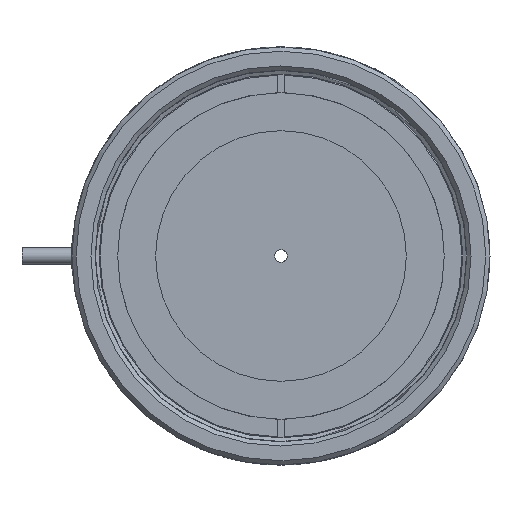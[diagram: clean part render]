
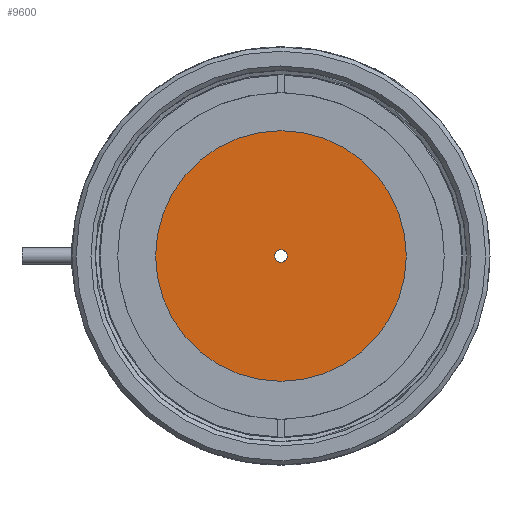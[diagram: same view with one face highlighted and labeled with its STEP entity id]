
A CAD part, left-side view. The second image highlights one B-rep face of the part: STEP entity #9600.
In plain terms, the highlighted face is planar.
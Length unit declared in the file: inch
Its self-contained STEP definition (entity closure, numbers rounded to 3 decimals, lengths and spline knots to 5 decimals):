
#205=FACE_BOUND('',#2059,.T.);
#680=CIRCLE('',#10538,0.59055);
#681=CIRCLE('',#10539,0.02953);
#958=PLANE('',#10537);
#1464=FACE_OUTER_BOUND('',#2058,.T.);
#2058=EDGE_LOOP('',(#8766));
#2059=EDGE_LOOP('',(#8767));
#4710=VERTEX_POINT('',#21089);
#4711=VERTEX_POINT('',#21091);
#6077=EDGE_CURVE('',#4710,#4710,#680,.T.);
#6078=EDGE_CURVE('',#4711,#4711,#681,.T.);
#8766=ORIENTED_EDGE('',*,*,#6077,.F.);
#8767=ORIENTED_EDGE('',*,*,#6078,.T.);
#9600=ADVANCED_FACE('',(#1464,#205),#958,.F.);
#10537=AXIS2_PLACEMENT_3D('',#21088,#12635,#12636);
#10538=AXIS2_PLACEMENT_3D('',#21090,#12637,#12638);
#10539=AXIS2_PLACEMENT_3D('',#21092,#12639,#12640);
#12635=DIRECTION('center_axis',(0.,0.,1.));
#12636=DIRECTION('ref_axis',(1.,0.,0.));
#12637=DIRECTION('center_axis',(0.,0.,1.));
#12638=DIRECTION('ref_axis',(1.,0.,0.));
#12639=DIRECTION('center_axis',(0.,0.,1.));
#12640=DIRECTION('ref_axis',(1.,0.,0.));
#21088=CARTESIAN_POINT('Origin',(0.,0.,0.01378));
#21089=CARTESIAN_POINT('',(-0.59055,0.,0.01378));
#21090=CARTESIAN_POINT('Origin',(0.,0.,0.01378));
#21091=CARTESIAN_POINT('',(-0.02953,0.,0.01378));
#21092=CARTESIAN_POINT('Origin',(0.,0.,0.01378));
